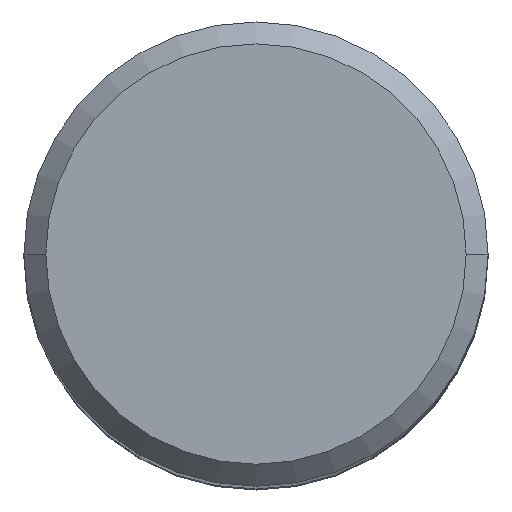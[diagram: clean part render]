
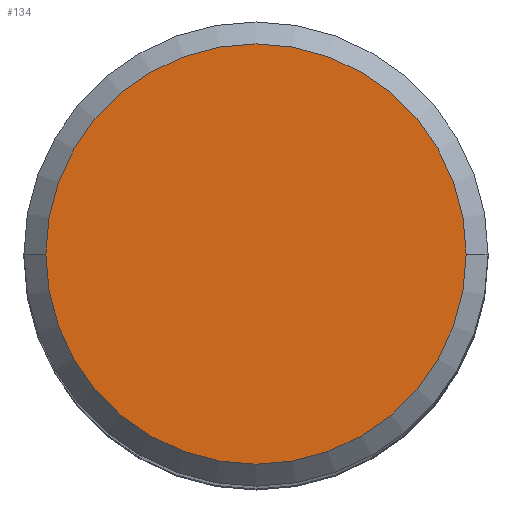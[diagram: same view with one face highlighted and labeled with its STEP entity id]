
A CAD part, top view. The second image highlights one B-rep face of the part: STEP entity #134.
In plain terms, the highlighted planar face has unit normal (0, 0, 1).
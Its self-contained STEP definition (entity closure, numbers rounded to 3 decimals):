
#32=PLANE('',#989);
#134=ADVANCED_FACE('',(#186),#32,.F.);
#186=FACE_OUTER_BOUND('',#236,.T.);
#236=EDGE_LOOP('',(#416,#417,#418,#419));
#416=ORIENTED_EDGE('',*,*,#624,.T.);
#417=ORIENTED_EDGE('',*,*,#625,.T.);
#418=ORIENTED_EDGE('',*,*,#626,.T.);
#419=ORIENTED_EDGE('',*,*,#627,.T.);
#521=VERTEX_POINT('',#2291);
#522=VERTEX_POINT('',#2292);
#523=VERTEX_POINT('',#2294);
#524=VERTEX_POINT('',#2296);
#624=EDGE_CURVE('',#521,#522,#743,.T.);
#625=EDGE_CURVE('',#522,#523,#744,.T.);
#626=EDGE_CURVE('',#523,#524,#745,.T.);
#627=EDGE_CURVE('',#524,#521,#746,.T.);
#743=CIRCLE('',#985,11.5);
#744=CIRCLE('',#986,11.5);
#745=CIRCLE('',#987,11.5);
#746=CIRCLE('',#988,11.5);
#985=AXIS2_PLACEMENT_3D('',#2290,#1203,#1204);
#986=AXIS2_PLACEMENT_3D('',#2293,#1205,#1206);
#987=AXIS2_PLACEMENT_3D('',#2295,#1207,#1208);
#988=AXIS2_PLACEMENT_3D('',#2297,#1209,#1210);
#989=AXIS2_PLACEMENT_3D('',#2298,#1211,#1212);
#1203=DIRECTION('',(0.,0.,1.));
#1204=DIRECTION('',(0.,1.,0.));
#1205=DIRECTION('',(0.,0.,1.));
#1206=DIRECTION('',(-1.,0.,0.));
#1207=DIRECTION('',(0.,0.,1.));
#1208=DIRECTION('',(0.,-1.,0.));
#1209=DIRECTION('',(0.,0.,1.));
#1210=DIRECTION('',(1.,0.,0.));
#1211=DIRECTION('',(0.,0.,-1.));
#1212=DIRECTION('',(-1.,0.,0.));
#2290=CARTESIAN_POINT('',(0.,0.,43.656));
#2291=CARTESIAN_POINT('',(0.,11.5,43.656));
#2292=CARTESIAN_POINT('',(-11.5,0.,43.656));
#2293=CARTESIAN_POINT('',(0.,0.,43.656));
#2294=CARTESIAN_POINT('',(0.,-11.5,43.656));
#2295=CARTESIAN_POINT('',(0.,0.,43.656));
#2296=CARTESIAN_POINT('',(11.5,0.,43.656));
#2297=CARTESIAN_POINT('',(0.,0.,43.656));
#2298=CARTESIAN_POINT('',(0.,0.,43.656));
